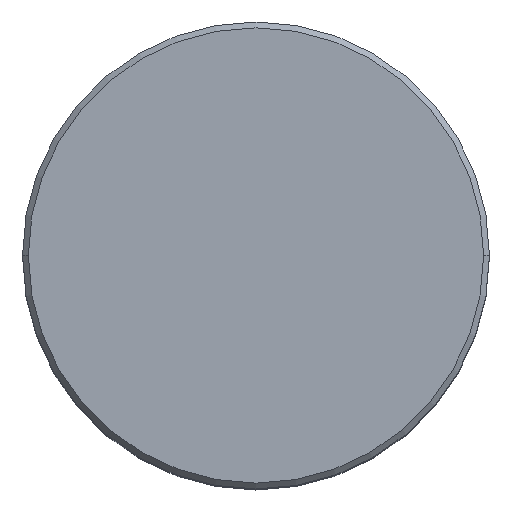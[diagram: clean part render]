
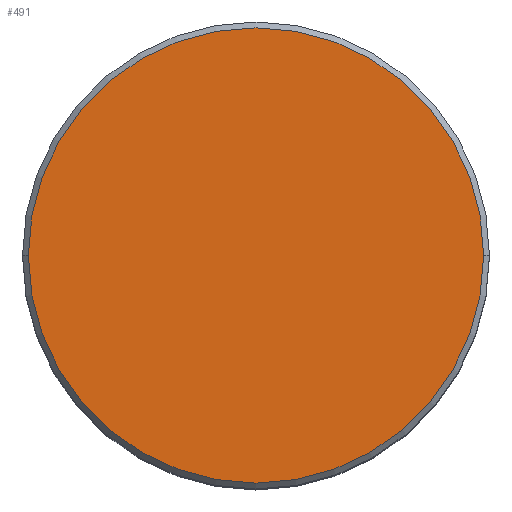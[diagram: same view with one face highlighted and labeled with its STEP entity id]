
A CAD part, top view. The second image highlights one B-rep face of the part: STEP entity #491.
In plain terms, the highlighted planar face has unit normal (0, 0, 1).
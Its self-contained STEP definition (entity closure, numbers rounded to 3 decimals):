
#62 = CARTESIAN_POINT ( 'NONE',  ( 0., 0., 0. ) ) ;
#68 = AXIS2_PLACEMENT_3D ( 'NONE', #62, #1139, #423 ) ;
#76 = DIRECTION ( 'NONE',  ( 1., 0., 0. ) ) ;
#143 = ORIENTED_EDGE ( 'NONE', *, *, #182, .T. ) ;
#160 = EDGE_LOOP ( 'NONE', ( #189, #143 ) ) ;
#182 = EDGE_CURVE ( 'NONE', #881, #554, #322, .T. ) ;
#189 = ORIENTED_EDGE ( 'NONE', *, *, #602, .T. ) ;
#219 = DIRECTION ( 'NONE',  ( 1., 0., 0. ) ) ;
#313 = FACE_OUTER_BOUND ( 'NONE', #160, .T. ) ;
#322 = CIRCLE ( 'NONE', #68, 3.9 ) ;
#356 = AXIS2_PLACEMENT_3D ( 'NONE', #578, #664, #219 ) ;
#423 = DIRECTION ( 'NONE',  ( 1., 0., 0. ) ) ;
#491 = ADVANCED_FACE ( 'NONE', ( #313 ), #855, .T. ) ;
#518 = CARTESIAN_POINT ( 'NONE',  ( -3.9, 0., 0. ) ) ;
#554 = VERTEX_POINT ( 'NONE', #518 ) ;
#578 = CARTESIAN_POINT ( 'NONE',  ( 0., 0., 0. ) ) ;
#602 = EDGE_CURVE ( 'NONE', #554, #881, #980, .T. ) ;
#664 = DIRECTION ( 'NONE',  ( 0., 0., 1. ) ) ;
#779 = DIRECTION ( 'NONE',  ( 0., 0., 1. ) ) ;
#855 = PLANE ( 'NONE',  #356 ) ;
#881 = VERTEX_POINT ( 'NONE', #976 ) ;
#976 = CARTESIAN_POINT ( 'NONE',  ( 3.9, 0., 0. ) ) ;
#978 = CARTESIAN_POINT ( 'NONE',  ( 0., 0., 0. ) ) ;
#980 = CIRCLE ( 'NONE', #1073, 3.9 ) ;
#1073 = AXIS2_PLACEMENT_3D ( 'NONE', #978, #779, #76 ) ;
#1139 = DIRECTION ( 'NONE',  ( 0., 0., 1. ) ) ;
